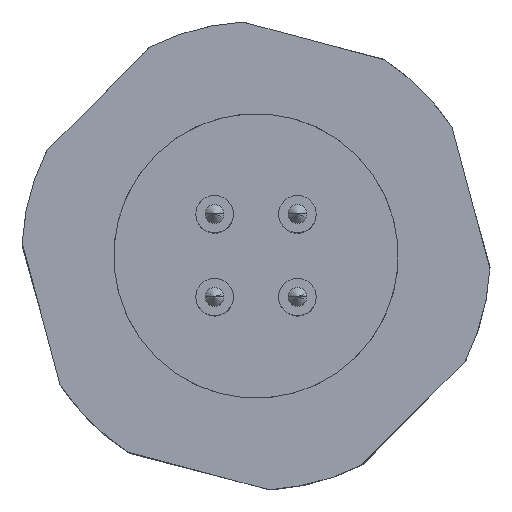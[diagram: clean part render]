
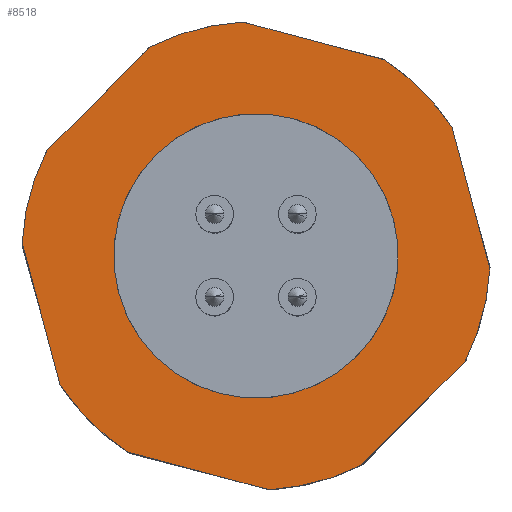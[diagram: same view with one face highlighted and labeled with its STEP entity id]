
A CAD part, top view. The second image highlights one B-rep face of the part: STEP entity #8518.
In plain terms, the highlighted planar face has unit normal (0, 0, 1).
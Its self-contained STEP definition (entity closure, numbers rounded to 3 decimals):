
#8202=AXIS2_PLACEMENT_3D('Circle Axis2P3D',#8200,#8201,$) ;
#8226=AXIS2_PLACEMENT_3D('Circle Axis2P3D',#8224,#8225,$) ;
#8374=AXIS2_PLACEMENT_3D('Plane Axis2P3D',#8371,#8372,#8373) ;
#8197=CARTESIAN_POINT('Vertex',(5.693,5.689,20.5)) ;
#8200=CARTESIAN_POINT('Axis2P3D Location',(9.989,9.984,20.5)) ;
#8204=CARTESIAN_POINT('Vertex',(14.285,14.28,20.5)) ;
#8224=CARTESIAN_POINT('Axis2P3D Location',(9.989,9.984,20.5)) ;
#8371=CARTESIAN_POINT('Axis2P3D Location',(15.672,15.668,20.5)) ;
#8376=CARTESIAN_POINT('Line Origine',(12.448,19.161,20.5)) ;
#8380=CARTESIAN_POINT('Vertex',(15.464,18.353,20.5)) ;
#8382=CARTESIAN_POINT('Vertex',(9.432,19.969,20.5)) ;
#8386=CARTESIAN_POINT('Control Point',(5.479,18.91,20.5)) ;
#8387=CARTESIAN_POINT('Control Point',(6.215,19.282,20.5)) ;
#8388=CARTESIAN_POINT('Control Point',(6.989,19.577,20.5)) ;
#8389=CARTESIAN_POINT('Control Point',(7.791,19.792,20.5)) ;
#8390=CARTESIAN_POINT('Control Point',(8.609,19.923,20.5)) ;
#8391=CARTESIAN_POINT('Control Point',(9.432,19.969,20.5)) ;
#8392=CARTESIAN_POINT('Vertex',(5.479,18.91,20.5)) ;
#8395=CARTESIAN_POINT('Line Origine',(3.271,16.702,20.5)) ;
#8399=CARTESIAN_POINT('Vertex',(1.064,14.494,20.5)) ;
#8403=CARTESIAN_POINT('Control Point',(0.005,10.542,20.5)) ;
#8404=CARTESIAN_POINT('Control Point',(0.05,11.365,20.5)) ;
#8405=CARTESIAN_POINT('Control Point',(0.181,12.183,20.5)) ;
#8406=CARTESIAN_POINT('Control Point',(0.396,12.985,20.5)) ;
#8407=CARTESIAN_POINT('Control Point',(0.692,13.758,20.5)) ;
#8408=CARTESIAN_POINT('Control Point',(1.064,14.494,20.5)) ;
#8409=CARTESIAN_POINT('Vertex',(0.005,10.542,20.5)) ;
#8412=CARTESIAN_POINT('Line Origine',(0.813,7.526,20.5)) ;
#8416=CARTESIAN_POINT('Vertex',(1.621,4.51,20.5)) ;
#8420=CARTESIAN_POINT('Control Point',(2.918,2.913,20.5)) ;
#8421=CARTESIAN_POINT('Control Point',(2.627,3.205,20.5)) ;
#8422=CARTESIAN_POINT('Control Point',(2.35,3.511,20.5)) ;
#8423=CARTESIAN_POINT('Control Point',(2.09,3.832,20.5)) ;
#8424=CARTESIAN_POINT('Control Point',(1.846,4.165,20.5)) ;
#8425=CARTESIAN_POINT('Control Point',(1.621,4.51,20.5)) ;
#8426=CARTESIAN_POINT('Vertex',(2.918,2.913,20.5)) ;
#8430=CARTESIAN_POINT('Control Point',(4.514,1.616,20.5)) ;
#8431=CARTESIAN_POINT('Control Point',(4.169,1.842,20.5)) ;
#8432=CARTESIAN_POINT('Control Point',(3.836,2.085,20.5)) ;
#8433=CARTESIAN_POINT('Control Point',(3.516,2.346,20.5)) ;
#8434=CARTESIAN_POINT('Control Point',(3.209,2.622,20.5)) ;
#8435=CARTESIAN_POINT('Control Point',(2.918,2.913,20.5)) ;
#8436=CARTESIAN_POINT('Vertex',(4.514,1.616,20.5)) ;
#8439=CARTESIAN_POINT('Line Origine',(7.53,0.808,20.5)) ;
#8443=CARTESIAN_POINT('Vertex',(10.546,0.,20.5)) ;
#8447=CARTESIAN_POINT('Control Point',(14.499,1.059,20.5)) ;
#8448=CARTESIAN_POINT('Control Point',(13.763,0.687,20.5)) ;
#8449=CARTESIAN_POINT('Control Point',(12.989,0.391,20.5)) ;
#8450=CARTESIAN_POINT('Control Point',(12.187,0.177,20.5)) ;
#8451=CARTESIAN_POINT('Control Point',(11.369,0.046,20.5)) ;
#8452=CARTESIAN_POINT('Control Point',(10.546,0.,20.5)) ;
#8453=CARTESIAN_POINT('Vertex',(14.499,1.059,20.5)) ;
#8456=CARTESIAN_POINT('Line Origine',(16.706,3.267,20.5)) ;
#8460=CARTESIAN_POINT('Vertex',(18.914,5.475,20.5)) ;
#8464=CARTESIAN_POINT('Control Point',(19.973,9.427,20.5)) ;
#8465=CARTESIAN_POINT('Control Point',(19.928,8.604,20.5)) ;
#8466=CARTESIAN_POINT('Control Point',(19.797,7.786,20.5)) ;
#8467=CARTESIAN_POINT('Control Point',(19.582,6.984,20.5)) ;
#8468=CARTESIAN_POINT('Control Point',(19.286,6.21,20.5)) ;
#8469=CARTESIAN_POINT('Control Point',(18.914,5.475,20.5)) ;
#8470=CARTESIAN_POINT('Vertex',(19.973,9.427,20.5)) ;
#8473=CARTESIAN_POINT('Line Origine',(19.165,12.443,20.5)) ;
#8477=CARTESIAN_POINT('Vertex',(18.357,15.459,20.5)) ;
#8481=CARTESIAN_POINT('Control Point',(17.06,17.056,20.5)) ;
#8482=CARTESIAN_POINT('Control Point',(17.351,16.764,20.5)) ;
#8483=CARTESIAN_POINT('Control Point',(17.628,16.458,20.5)) ;
#8484=CARTESIAN_POINT('Control Point',(17.888,16.137,20.5)) ;
#8485=CARTESIAN_POINT('Control Point',(18.132,15.804,20.5)) ;
#8486=CARTESIAN_POINT('Control Point',(18.357,15.459,20.5)) ;
#8487=CARTESIAN_POINT('Vertex',(17.06,17.056,20.5)) ;
#8491=CARTESIAN_POINT('Control Point',(15.464,18.353,20.5)) ;
#8492=CARTESIAN_POINT('Control Point',(15.809,18.127,20.5)) ;
#8493=CARTESIAN_POINT('Control Point',(16.142,17.884,20.5)) ;
#8494=CARTESIAN_POINT('Control Point',(16.462,17.623,20.5)) ;
#8495=CARTESIAN_POINT('Control Point',(16.769,17.347,20.5)) ;
#8496=CARTESIAN_POINT('Control Point',(17.06,17.056,20.5)) ;
#8201=DIRECTION('Axis2P3D Direction',(0.,0.,-1.)) ;
#8225=DIRECTION('Axis2P3D Direction',(0.,0.,-1.)) ;
#8372=DIRECTION('Axis2P3D Direction',(0.,0.,1.)) ;
#8373=DIRECTION('Axis2P3D XDirection',(0.707,-0.707,0.)) ;
#8377=DIRECTION('Vector Direction',(-0.966,0.259,0.)) ;
#8396=DIRECTION('Vector Direction',(-0.707,-0.707,0.)) ;
#8413=DIRECTION('Vector Direction',(0.259,-0.966,0.)) ;
#8440=DIRECTION('Vector Direction',(0.966,-0.259,0.)) ;
#8457=DIRECTION('Vector Direction',(0.707,0.707,0.)) ;
#8474=DIRECTION('Vector Direction',(-0.259,0.966,0.)) ;
#8378=VECTOR('Line Direction',#8377,1.) ;
#8397=VECTOR('Line Direction',#8396,1.) ;
#8414=VECTOR('Line Direction',#8413,1.) ;
#8441=VECTOR('Line Direction',#8440,1.) ;
#8458=VECTOR('Line Direction',#8457,1.) ;
#8475=VECTOR('Line Direction',#8474,1.) ;
#8499=ORIENTED_EDGE('',*,*,#8384,.T.) ;
#8500=ORIENTED_EDGE('',*,*,#8394,.F.) ;
#8501=ORIENTED_EDGE('',*,*,#8401,.T.) ;
#8502=ORIENTED_EDGE('',*,*,#8411,.F.) ;
#8503=ORIENTED_EDGE('',*,*,#8418,.T.) ;
#8504=ORIENTED_EDGE('',*,*,#8428,.F.) ;
#8505=ORIENTED_EDGE('',*,*,#8438,.F.) ;
#8506=ORIENTED_EDGE('',*,*,#8445,.T.) ;
#8507=ORIENTED_EDGE('',*,*,#8455,.F.) ;
#8508=ORIENTED_EDGE('',*,*,#8462,.T.) ;
#8509=ORIENTED_EDGE('',*,*,#8472,.F.) ;
#8510=ORIENTED_EDGE('',*,*,#8479,.T.) ;
#8511=ORIENTED_EDGE('',*,*,#8489,.F.) ;
#8512=ORIENTED_EDGE('',*,*,#8497,.F.) ;
#8515=ORIENTED_EDGE('',*,*,#8206,.T.) ;
#8516=ORIENTED_EDGE('',*,*,#8228,.T.) ;
#8517=FACE_BOUND('',#8514,.T.) ;
#8518=ADVANCED_FACE('V2',(#8513,#8517),#8375,.T.) ;
#8385=B_SPLINE_CURVE_WITH_KNOTS('',5,(#8386,#8387,#8388,#8389,#8390,#8391),.UNSPECIFIED.,.F.,.U.,(6,6),(0.,5.838),.UNSPECIFIED.) ;
#8402=B_SPLINE_CURVE_WITH_KNOTS('',5,(#8403,#8404,#8405,#8406,#8407,#8408),.UNSPECIFIED.,.F.,.U.,(6,6),(0.,5.838),.UNSPECIFIED.) ;
#8419=B_SPLINE_CURVE_WITH_KNOTS('',5,(#8420,#8421,#8422,#8423,#8424,#8425),.UNSPECIFIED.,.F.,.U.,(6,6),(0.,2.915),.UNSPECIFIED.) ;
#8429=B_SPLINE_CURVE_WITH_KNOTS('',5,(#8430,#8431,#8432,#8433,#8434,#8435),.UNSPECIFIED.,.F.,.U.,(6,6),(0.,2.915),.UNSPECIFIED.) ;
#8446=B_SPLINE_CURVE_WITH_KNOTS('',5,(#8447,#8448,#8449,#8450,#8451,#8452),.UNSPECIFIED.,.F.,.U.,(6,6),(0.,5.838),.UNSPECIFIED.) ;
#8463=B_SPLINE_CURVE_WITH_KNOTS('',5,(#8464,#8465,#8466,#8467,#8468,#8469),.UNSPECIFIED.,.F.,.U.,(6,6),(0.,5.838),.UNSPECIFIED.) ;
#8480=B_SPLINE_CURVE_WITH_KNOTS('',5,(#8481,#8482,#8483,#8484,#8485,#8486),.UNSPECIFIED.,.F.,.U.,(6,6),(0.,2.915),.UNSPECIFIED.) ;
#8490=B_SPLINE_CURVE_WITH_KNOTS('',5,(#8491,#8492,#8493,#8494,#8495,#8496),.UNSPECIFIED.,.F.,.U.,(6,6),(0.,2.915),.UNSPECIFIED.) ;
#8203=CIRCLE('generated circle',#8202,6.075) ;
#8227=CIRCLE('generated circle',#8226,6.075) ;
#8206=EDGE_CURVE('',#8205,#8198,#8203,.T.) ;
#8228=EDGE_CURVE('',#8198,#8205,#8227,.T.) ;
#8384=EDGE_CURVE('',#8381,#8383,#8379,.T.) ;
#8394=EDGE_CURVE('',#8393,#8383,#8385,.T.) ;
#8401=EDGE_CURVE('',#8393,#8400,#8398,.T.) ;
#8411=EDGE_CURVE('',#8410,#8400,#8402,.T.) ;
#8418=EDGE_CURVE('',#8410,#8417,#8415,.T.) ;
#8428=EDGE_CURVE('',#8427,#8417,#8419,.T.) ;
#8438=EDGE_CURVE('',#8437,#8427,#8429,.T.) ;
#8445=EDGE_CURVE('',#8437,#8444,#8442,.T.) ;
#8455=EDGE_CURVE('',#8454,#8444,#8446,.T.) ;
#8462=EDGE_CURVE('',#8454,#8461,#8459,.T.) ;
#8472=EDGE_CURVE('',#8471,#8461,#8463,.T.) ;
#8479=EDGE_CURVE('',#8471,#8478,#8476,.T.) ;
#8489=EDGE_CURVE('',#8488,#8478,#8480,.T.) ;
#8497=EDGE_CURVE('',#8381,#8488,#8490,.T.) ;
#8498=EDGE_LOOP('',(#8499,#8500,#8501,#8502,#8503,#8504,#8505,#8506,#8507,#8508,#8509,#8510,#8511,#8512)) ;
#8514=EDGE_LOOP('',(#8515,#8516)) ;
#8513=FACE_OUTER_BOUND('',#8498,.T.) ;
#8379=LINE('Line',#8376,#8378) ;
#8398=LINE('Line',#8395,#8397) ;
#8415=LINE('Line',#8412,#8414) ;
#8442=LINE('Line',#8439,#8441) ;
#8459=LINE('Line',#8456,#8458) ;
#8476=LINE('Line',#8473,#8475) ;
#8375=PLANE('',#8374) ;
#8198=VERTEX_POINT('',#8197) ;
#8205=VERTEX_POINT('',#8204) ;
#8381=VERTEX_POINT('',#8380) ;
#8383=VERTEX_POINT('',#8382) ;
#8393=VERTEX_POINT('',#8392) ;
#8400=VERTEX_POINT('',#8399) ;
#8410=VERTEX_POINT('',#8409) ;
#8417=VERTEX_POINT('',#8416) ;
#8427=VERTEX_POINT('',#8426) ;
#8437=VERTEX_POINT('',#8436) ;
#8444=VERTEX_POINT('',#8443) ;
#8454=VERTEX_POINT('',#8453) ;
#8461=VERTEX_POINT('',#8460) ;
#8471=VERTEX_POINT('',#8470) ;
#8478=VERTEX_POINT('',#8477) ;
#8488=VERTEX_POINT('',#8487) ;
